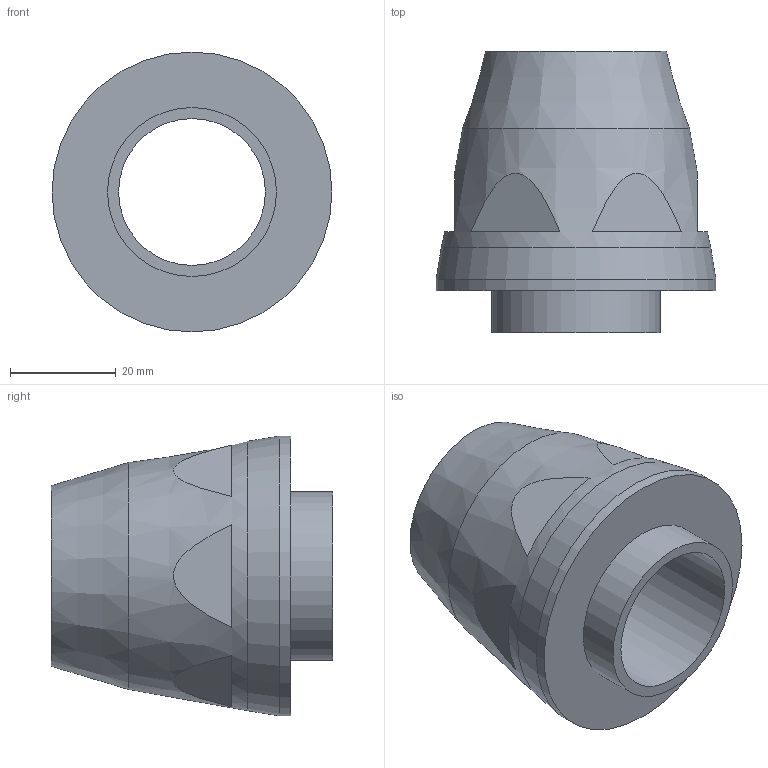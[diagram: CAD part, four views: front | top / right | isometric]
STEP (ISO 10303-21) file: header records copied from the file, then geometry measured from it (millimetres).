
FILE_DESCRIPTION( ( 'STEP AP203' ), '1' );
FILE_NAME( 'FLEXA US-Food-M 0608.800.032.stp', '2020-03-11T09:58:56', ( '' ), ( '' ), ' ', 'PARTsolutions', ' ' );
FILE_SCHEMA( ( 'CONFIG_CONTROL_DESIGN' ) );
Length unit declared in the file: millimetre
Products named in the file (1): _FLEXA US-Food-M 0608.800.032
Bounding box: 53 x 53.27 x 53 mm (x, y, z)
Volume: 47191 mm3; surface area: 14070.1 mm2
Topology: 1 solids, 1 shells, 21 faces, 34 edges, 22 vertices
Faces by surface type: plane 15, cylinder 3, cone 3
Full cylindrical faces by diameter (mm): 27.8 x1, 32 x1, 53 x1
Entity records: 714 total; most frequent: CARTESIAN_POINT 300, DIRECTION 80, ORIENTED_EDGE 54, AXIS2_PLACEMENT_3D 37, EDGE_LOOP 36, EDGE_CURVE 27, FACE_OUTER_BOUND 24, ADVANCED_FACE 21
